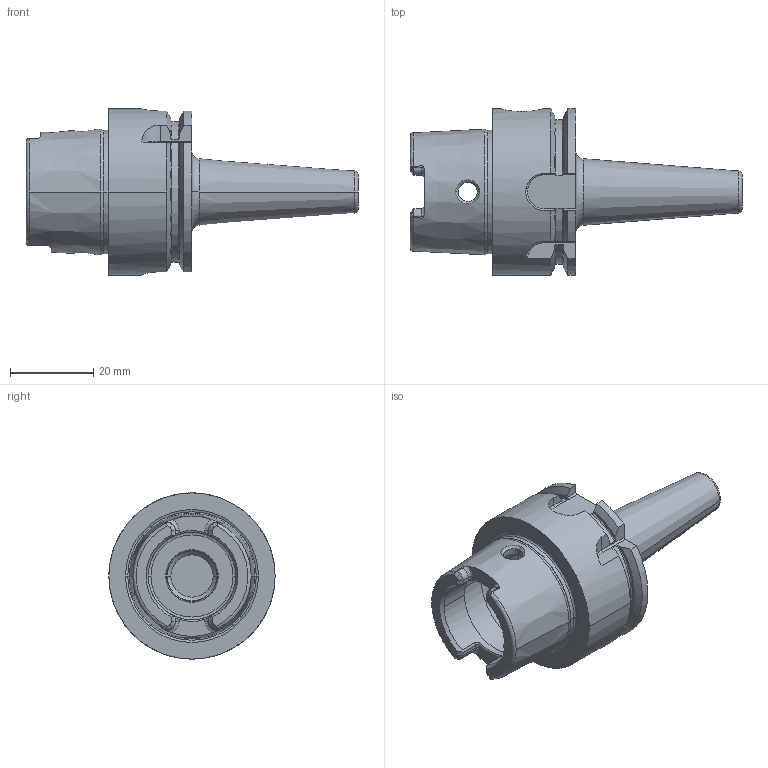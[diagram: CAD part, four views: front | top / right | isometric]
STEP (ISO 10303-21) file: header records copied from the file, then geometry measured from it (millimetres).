
FILE_DESCRIPTION((''),'2;1');
FILE_NAME('A40-140-05','2011-09-01T',('mei'),(''),'PRO/ENGINEER BY PARAMETRIC TECHNOLOGY CORPORATION, 2010430','PRO/ENGINEER BY PARAMETRIC TECHNOLOGY CORPORATION, 2010430','');
FILE_SCHEMA(('CONFIG_CONTROL_DESIGN'));
Length unit declared in the file: millimetre
Products named in the file (1): A40-140-05
Bounding box: 79.9 x 40 x 40 mm (x, y, z)
Volume: 29370.7 mm3; surface area: 11459 mm2
Topology: 1 solids, 2 shells, 182 faces, 461 edges, 283 vertices
Faces by surface type: plane 60, cylinder 48, cone 32, torus 32, bspline 8, extrusion 2
Entity records: 6605 total; most frequent: CARTESIAN_POINT 2273, ORIENTED_EDGE 918, DIRECTION 876, EDGE_CURVE 461, AXIS2_PLACEMENT_3D 337, VERTEX_POINT 283, VECTOR 202, LINE 200
